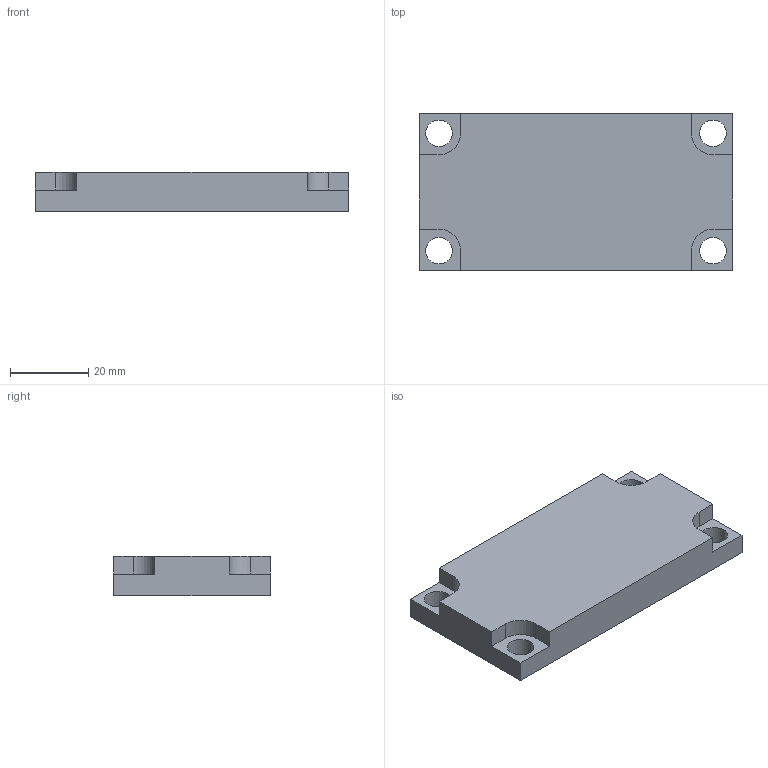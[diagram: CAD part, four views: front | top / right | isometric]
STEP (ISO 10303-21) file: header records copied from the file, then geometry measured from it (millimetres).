
FILE_DESCRIPTION(('Creo Elements/Direct Modeling STEP Export'),'2;1');
FILE_NAME('44.0372_Abschlussplatte-MMS-44_80x40x10.stp','2022-03-21T 9:02:52',(''),(''),'PTC Creo Elements/Direct Modeling STEP processor for AP214 (Solid Model)','PTC Creo Elements/Direct Modeling 19.0C 15-Aug-2015 (C) Parametric Technology GmbH','');
FILE_SCHEMA(('AUTOMOTIVE_DESIGN { 1 0 10303 214 1 1 1 1 }'));
Length unit declared in the file: millimetre
Products named in the file (2): Anschlussplatte-MMS-44_80x40x10_44.0372_PX175578
Assembly tree (1 placements, depth 2):
  Anschlussplatte-MMS-44_80x40x10_44.0372_PX175578
    Anschlussplatte-MMS-44_80x40x10_44.0372_PX175578
Bounding box: 80 x 40 x 10 mm (x, y, z)
Volume: 29333.4 mm3; surface area: 8937 mm2
Topology: 1 solids, 1 shells, 30 faces, 84 edges, 56 vertices
Faces by surface type: plane 18, cylinder 12
Entity records: 993 total; most frequent: ORIENTED_EDGE 168, CARTESIAN_POINT 164, DIRECTION 156, EDGE_CURVE 84, VECTOR 60, LINE 60, VERTEX_POINT 56, AXIS2_PLACEMENT_3D 48
